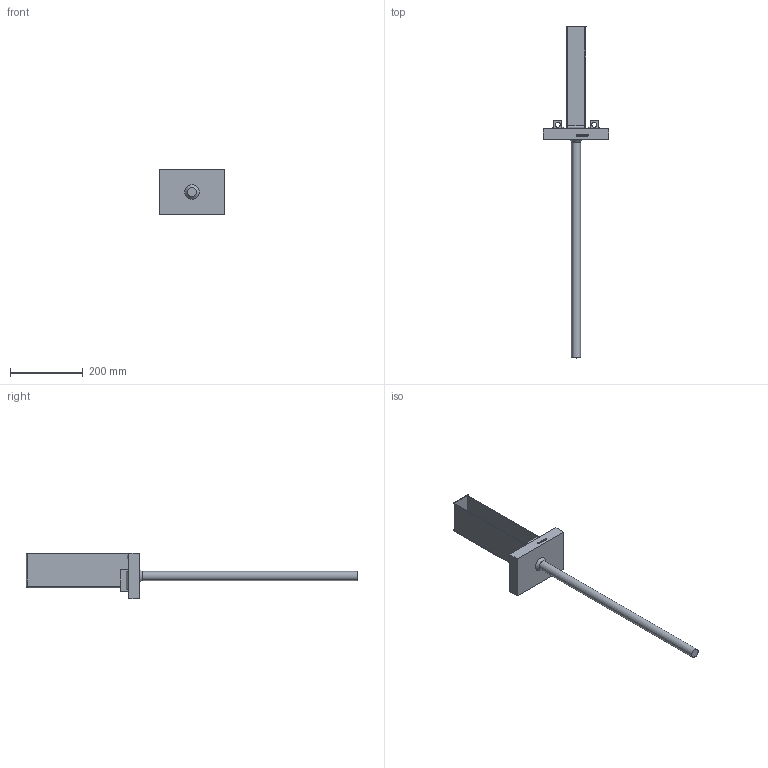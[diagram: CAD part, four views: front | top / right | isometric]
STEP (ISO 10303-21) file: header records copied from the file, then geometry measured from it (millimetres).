
FILE_DESCRIPTION(/* description */ (''),/* implementation_level */ '2;1');
FILE_NAME(/* name */ 'SF 450 Column unit.stp',/* time_stamp */ '2021-05-27T08:49:24+02:00',/* author */ ('Bruker'),/* organization */ (''),/* preprocessor_version */ 'ST-DEVELOPER v18.1',/* originating_system */ 'Autodesk Inventor 2021',/* authorisation */ '');
FILE_SCHEMA (('AUTOMOTIVE_DESIGN { 1 0 10303 214 3 1 1 }'));
Length unit declared in the file: millimetre
Products named in the file (7): SF 450 Column unit; SF 450 Column unit_1; SF 450-1 U-channel; SF 450-2 Steel plate; SF 450-3 Threaded insert; SF 450-4 Reinforcement bar; SF 450-5 Round bar
Assembly tree (7 placements, depth 2):
  SF 450 Column unit
    SF 450 Column unit_1
    SF 450-1 U-channel
    SF 450-2 Steel plate
    SF 450-3 Threaded insert  x2
    SF 450-4 Reinforcement bar
    SF 450-5 Round bar
Bounding box: 180 x 912 x 125 mm (x, y, z)
Volume: 1162436.2 mm3; surface area: 283110.9 mm2
Topology: 16 solids, 16 shells, 246 faces, 585 edges, 380 vertices
Faces by surface type: plane 170, bspline 64, cylinder 11, cone 1
Full cylindrical faces by diameter (mm): 8 x1, 13.8 x2, 25 x2
Entity records: 7655 total; most frequent: CARTESIAN_POINT 2272, ORIENTED_EDGE 1140, DIRECTION 841, EDGE_CURVE 570, LINE 417, VECTOR 417, VERTEX_POINT 370, EDGE_LOOP 252
